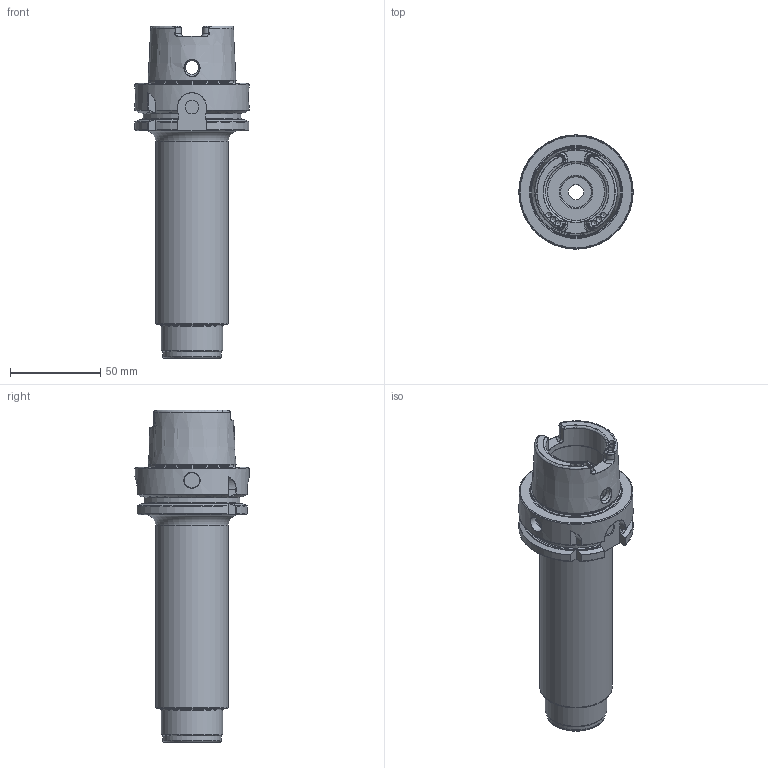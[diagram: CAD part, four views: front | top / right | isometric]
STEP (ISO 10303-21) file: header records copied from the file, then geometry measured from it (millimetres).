
FILE_DESCRIPTION(/* description */ (''),/* implementation_level */ '2;1');
FILE_NAME(/* name */ '556312580.stp',/* time_stamp */ '2021-06-01T08:17:39',/* author */ ('LRA'),/* organization */ ('REGO-FIX'),/* preprocessor_version */ ' Unknown',/* originating_system */ 'SIEMENS PLM Software Solid Edge ST10',/* authorization */ 'Unknown');
FILE_SCHEMA (('AUTOMOTIVE_DESIGN { 1 0 10303 214 2 1 1}'));
Length unit declared in the file: millimetre
Products named in the file (1): NOCUT
Bounding box: 63.3 x 63.3 x 184.1 mm (x, y, z)
Volume: 407626 mm3; surface area: 89381.3 mm2
Topology: 2 solids, 2 shells, 286 faces, 758 edges, 484 vertices
Faces by surface type: plane 86, cylinder 83, cone 71, torus 46
Full cylindrical faces by diameter (mm): 3 x12, 7.5 x6, 8.4 x2, 9 x2, 10 x2, 16.917 x2, 18 x2, 20 x2, 32 x1, 32.3 x1, 33.7 x2, 34 x4, 34.3 x1, 40 x3, 40.3 x1, 48.039 x1, 48.43 x1, 63 x1, 63.3 x1
Entity records: 10348 total; most frequent: CARTESIAN_POINT 2161, DIRECTION 1248, ORIENTED_EDGE 1168, EDGE_CURVE 584, AXIS2_PLACEMENT_3D 538, VERTEX_POINT 436, FACE_BOUND 430, EDGE_LOOP 418
